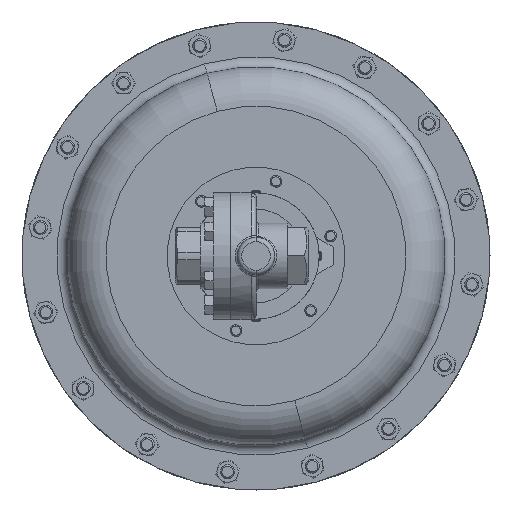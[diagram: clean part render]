
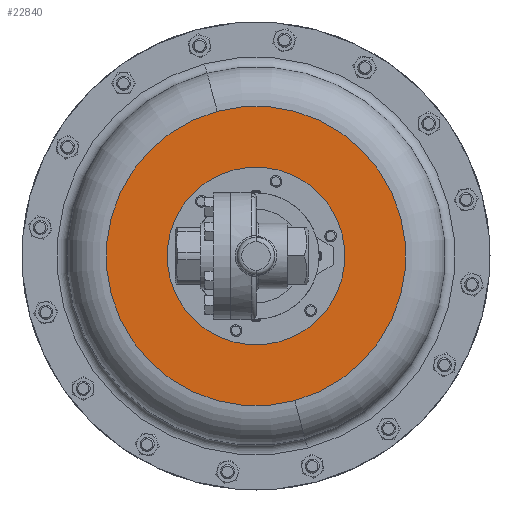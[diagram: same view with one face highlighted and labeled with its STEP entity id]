
A CAD part, front view. The second image highlights one B-rep face of the part: STEP entity #22840.
In plain terms, the highlighted planar face has unit normal (0, -1, 0).
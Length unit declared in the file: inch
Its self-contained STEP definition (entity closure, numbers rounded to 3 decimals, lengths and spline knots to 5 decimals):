
#1495 = CARTESIAN_POINT ( 'NONE',  ( 3.73897, 9.22189, -1.13189 ) ) ;
#2347 = CARTESIAN_POINT ( 'NONE',  ( 4.38308, 9.22189, 4.41119 ) ) ;
#2604 = DIRECTION ( 'NONE',  ( 0., 1., 0. ) ) ;
#4740 = DIRECTION ( 'NONE',  ( 0., 1., 0. ) ) ;
#4982 = CIRCLE ( 'NONE', #24393, 4. ) ;
#5307 = CARTESIAN_POINT ( 'NONE',  ( 2.7037, 9.22189, 2.73181 ) ) ;
#6798 = DIRECTION ( 'NONE',  ( 0., 1., 0. ) ) ;
#7306 = PLANE ( 'NONE',  #27170 ) ;
#7464 = DIRECTION ( 'NONE',  ( -0.259, 0., 0.966 ) ) ;
#8542 = FACE_BOUND ( 'NONE', #8598, .T. ) ;
#8598 = EDGE_LOOP ( 'NONE', ( #27447, #10897 ) ) ;
#8845 = CIRCLE ( 'NONE', #27641, 2.375 ) ;
#9185 = EDGE_CURVE ( 'NONE', #19233, #20090, #11375, .T. ) ;
#9484 = DIRECTION ( 'NONE',  ( 0.259, 0., -0.966 ) ) ;
#10897 = ORIENTED_EDGE ( 'NONE', *, *, #17981, .T. ) ;
#11375 = CIRCLE ( 'NONE', #12139, 4. ) ;
#12139 = AXIS2_PLACEMENT_3D ( 'NONE', #17631, #4740, #19785 ) ;
#12237 = CIRCLE ( 'NONE', #25836, 2.375 ) ;
#12915 = EDGE_CURVE ( 'NONE', #20090, #19233, #4982, .T. ) ;
#13737 = CARTESIAN_POINT ( 'NONE',  ( 6.5674, 9.22189, 3.76709 ) ) ;
#14696 = EDGE_LOOP ( 'NONE', ( #24081, #27012 ) ) ;
#14873 = CARTESIAN_POINT ( 'NONE',  ( 1.02432, 9.22189, 1.05244 ) ) ;
#15516 = CARTESIAN_POINT ( 'NONE',  ( 2.7037, 9.22189, 2.73181 ) ) ;
#17631 = CARTESIAN_POINT ( 'NONE',  ( 2.7037, 9.22189, 2.73181 ) ) ;
#17677 = DIRECTION ( 'NONE',  ( 0.707, 0., 0.707 ) ) ;
#17932 = VERTEX_POINT ( 'NONE', #2347 ) ;
#17981 = EDGE_CURVE ( 'NONE', #17932, #26796, #8845, .T. ) ;
#19233 = VERTEX_POINT ( 'NONE', #1495 ) ;
#19465 = EDGE_CURVE ( 'NONE', #26796, #17932, #12237, .T. ) ;
#19684 = CARTESIAN_POINT ( 'NONE',  ( 2.7037, 9.22189, 2.73181 ) ) ;
#19785 = DIRECTION ( 'NONE',  ( -0.259, 0., 0.966 ) ) ;
#20090 = VERTEX_POINT ( 'NONE', #26490 ) ;
#20349 = DIRECTION ( 'NONE',  ( 0., 1., 0. ) ) ;
#21844 = DIRECTION ( 'NONE',  ( 0.707, 0., 0.707 ) ) ;
#22360 = DIRECTION ( 'NONE',  ( 0., -1., 0. ) ) ;
#22840 = ADVANCED_FACE ( 'NONE', ( #23000, #8542 ), #7306, .T. ) ;
#23000 = FACE_OUTER_BOUND ( 'NONE', #14696, .T. ) ;
#24081 = ORIENTED_EDGE ( 'NONE', *, *, #12915, .F. ) ;
#24393 = AXIS2_PLACEMENT_3D ( 'NONE', #5307, #20349, #7464 ) ;
#25836 = AXIS2_PLACEMENT_3D ( 'NONE', #15516, #2604, #17677 ) ;
#26490 = CARTESIAN_POINT ( 'NONE',  ( 1.66842, 9.22189, 6.59552 ) ) ;
#26796 = VERTEX_POINT ( 'NONE', #14873 ) ;
#27012 = ORIENTED_EDGE ( 'NONE', *, *, #9185, .F. ) ;
#27170 = AXIS2_PLACEMENT_3D ( 'NONE', #13737, #22360, #9484 ) ;
#27447 = ORIENTED_EDGE ( 'NONE', *, *, #19465, .T. ) ;
#27641 = AXIS2_PLACEMENT_3D ( 'NONE', #19684, #6798, #21844 ) ;
